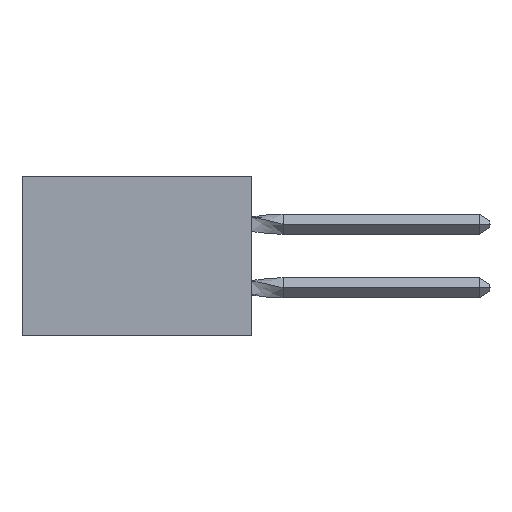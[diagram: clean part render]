
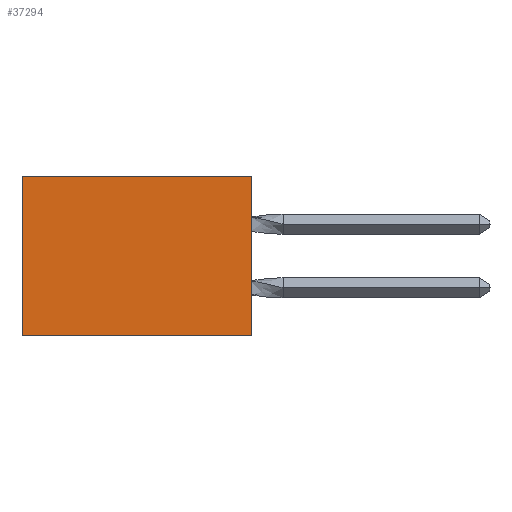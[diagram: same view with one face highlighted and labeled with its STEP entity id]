
A CAD part, left-side view. The second image highlights one B-rep face of the part: STEP entity #37294.
In plain terms, the highlighted planar face has unit normal (-1, 0, 0).
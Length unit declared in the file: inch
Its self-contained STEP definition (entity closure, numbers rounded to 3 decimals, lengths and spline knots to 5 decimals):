
#1718 = LINE ( 'NONE', #4776, #30990 ) ;
#3126 = DIRECTION ( 'NONE',  ( 0., 1., 0. ) ) ;
#4776 = CARTESIAN_POINT ( 'NONE',  ( 0.305, 0., -0.5 ) ) ;
#5147 = VERTEX_POINT ( 'NONE', #7155 ) ;
#6573 = EDGE_CURVE ( 'NONE', #5147, #36142, #39588, .T. ) ;
#7155 = CARTESIAN_POINT ( 'NONE',  ( 0.305, 0.72, 0. ) ) ;
#9354 = VECTOR ( 'NONE', #25440, 39.37008 ) ;
#9857 = ORIENTED_EDGE ( 'NONE', *, *, #12763, .T. ) ;
#9943 = LINE ( 'NONE', #30615, #11401 ) ;
#11039 = LINE ( 'NONE', #12004, #32648 ) ;
#11401 = VECTOR ( 'NONE', #3126, 39.37008 ) ;
#11532 = FACE_OUTER_BOUND ( 'NONE', #36773, .T. ) ;
#12004 = CARTESIAN_POINT ( 'NONE',  ( 0.305, 0., -0.5 ) ) ;
#12545 = DIRECTION ( 'NONE',  ( 0., 0., -1. ) ) ;
#12763 = EDGE_CURVE ( 'NONE', #28107, #5147, #9943, .T. ) ;
#16005 = VERTEX_POINT ( 'NONE', #20934 ) ;
#18430 = EDGE_CURVE ( 'NONE', #28107, #16005, #11039, .T. ) ;
#18883 = DIRECTION ( 'NONE',  ( 0., 0., -1. ) ) ;
#20934 = CARTESIAN_POINT ( 'NONE',  ( 0.305, 0., -0.5 ) ) ;
#23143 = CARTESIAN_POINT ( 'NONE',  ( 0.305, 0.72, -0.5 ) ) ;
#25440 = DIRECTION ( 'NONE',  ( 0., 0., -1. ) ) ;
#25477 = ORIENTED_EDGE ( 'NONE', *, *, #18430, .F. ) ;
#27692 = ORIENTED_EDGE ( 'NONE', *, *, #6573, .T. ) ;
#28107 = VERTEX_POINT ( 'NONE', #39343 ) ;
#28367 = CARTESIAN_POINT ( 'NONE',  ( 0.305, 0., -0.5 ) ) ;
#29060 = EDGE_CURVE ( 'NONE', #16005, #36142, #1718, .T. ) ;
#29147 = ORIENTED_EDGE ( 'NONE', *, *, #29060, .F. ) ;
#29219 = DIRECTION ( 'NONE',  ( 0., 1., 0. ) ) ;
#30615 = CARTESIAN_POINT ( 'NONE',  ( 0.305, 0., 0. ) ) ;
#30990 = VECTOR ( 'NONE', #29219, 39.37008 ) ;
#31613 = CARTESIAN_POINT ( 'NONE',  ( 0.305, 0.72, -0.5 ) ) ;
#32648 = VECTOR ( 'NONE', #18883, 39.37008 ) ;
#34264 = DIRECTION ( 'NONE',  ( 1., 0., 0. ) ) ;
#34554 = PLANE ( 'NONE',  #36419 ) ;
#36142 = VERTEX_POINT ( 'NONE', #23143 ) ;
#36419 = AXIS2_PLACEMENT_3D ( 'NONE', #28367, #34264, #12545 ) ;
#36773 = EDGE_LOOP ( 'NONE', ( #27692, #29147, #25477, #9857 ) ) ;
#37294 = ADVANCED_FACE ( 'NONE', ( #11532 ), #34554, .F. ) ;
#39343 = CARTESIAN_POINT ( 'NONE',  ( 0.305, 0., 0. ) ) ;
#39588 = LINE ( 'NONE', #31613, #9354 ) ;
